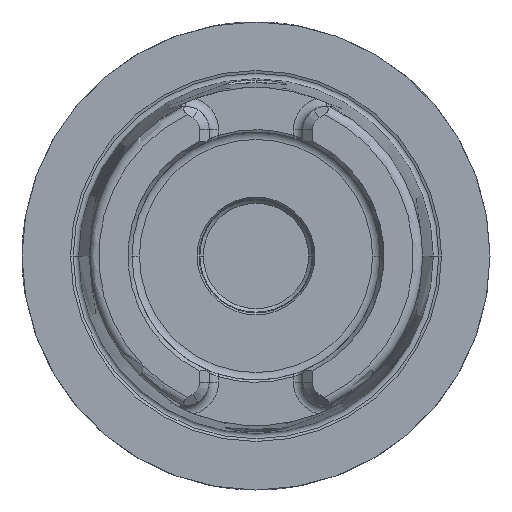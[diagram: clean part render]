
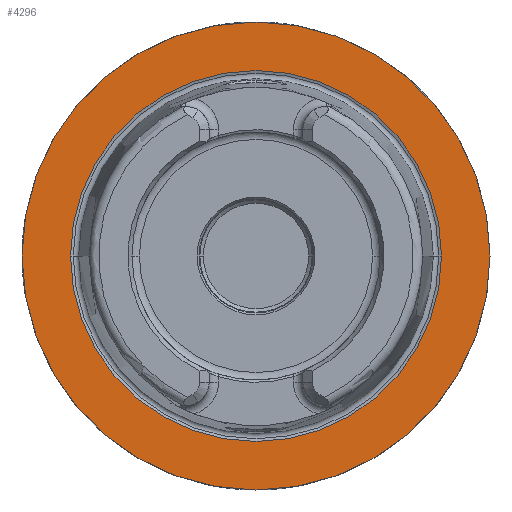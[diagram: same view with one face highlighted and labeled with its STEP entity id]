
A CAD part, left-side view. The second image highlights one B-rep face of the part: STEP entity #4296.
In plain terms, the highlighted planar face has unit normal (-1, 0, 0).
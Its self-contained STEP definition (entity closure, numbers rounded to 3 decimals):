
#905=CARTESIAN_POINT('',(0.,0.,0.));
#906=DIRECTION('',(1.,0.,0.));
#907=DIRECTION('',(0.,1.,0.));
#908=AXIS2_PLACEMENT_3D('',#905,#906,#907);
#910=CARTESIAN_POINT('',(0.,0.,0.));
#911=DIRECTION('',(-1.,0.,0.));
#912=DIRECTION('',(0.,1.,0.));
#913=AXIS2_PLACEMENT_3D('',#910,#911,#912);
#915=CARTESIAN_POINT('',(0.,0.,0.));
#916=DIRECTION('',(-1.,0.,0.));
#917=DIRECTION('',(0.,-1.,0.));
#918=AXIS2_PLACEMENT_3D('',#915,#916,#917);
#920=CARTESIAN_POINT('',(0.,0.,0.));
#921=DIRECTION('',(-1.,0.,0.));
#922=DIRECTION('',(0.,1.,0.));
#923=AXIS2_PLACEMENT_3D('',#920,#921,#922);
#2851=CARTESIAN_POINT('',(0.,50.,0.));
#2852=CARTESIAN_POINT('',(0.,-50.,0.));
#2853=VERTEX_POINT('',#2851);
#2854=VERTEX_POINT('',#2852);
#2879=CARTESIAN_POINT('',(0.,-39.632,0.));
#2880=VERTEX_POINT('',#2879);
#2881=CARTESIAN_POINT('',(0.,39.632,0.));
#2882=VERTEX_POINT('',#2881);
#4281=CARTESIAN_POINT('',(0.,0.,0.));
#4282=DIRECTION('',(1.,0.,0.));
#4283=DIRECTION('',(0.,-1.,0.));
#4284=AXIS2_PLACEMENT_3D('',#4281,#4282,#4283);
#4285=PLANE('',#4284);
#4287=ORIENTED_EDGE('',*,*,#4286,.T.);
#4289=ORIENTED_EDGE('',*,*,#4288,.F.);
#4290=EDGE_LOOP('',(#4287,#4289));
#4291=FACE_OUTER_BOUND('',#4290,.F.);
#4292=ORIENTED_EDGE('',*,*,#4276,.T.);
#4293=ORIENTED_EDGE('',*,*,#4260,.T.);
#4294=EDGE_LOOP('',(#4292,#4293));
#4295=FACE_BOUND('',#4294,.F.);
#4296=ADVANCED_FACE('',(#4291,#4295),#4285,.F.);
#909=CIRCLE('',#908,50.);
#914=CIRCLE('',#913,50.);
#919=CIRCLE('',#918,39.632);
#924=CIRCLE('',#923,39.632);
#4260=EDGE_CURVE('',#2882,#2880,#924,.T.);
#4276=EDGE_CURVE('',#2880,#2882,#919,.T.);
#4286=EDGE_CURVE('',#2853,#2854,#909,.T.);
#4288=EDGE_CURVE('',#2853,#2854,#914,.T.);
